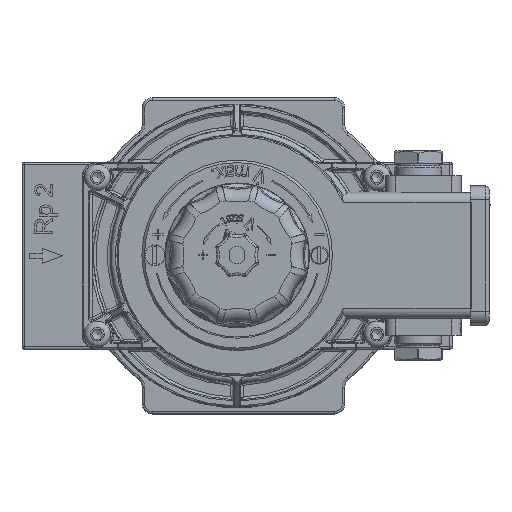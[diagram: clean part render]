
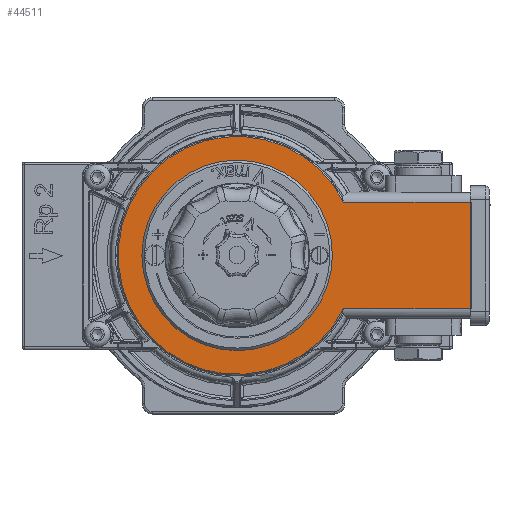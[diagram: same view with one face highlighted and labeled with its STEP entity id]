
A CAD part, top view. The second image highlights one B-rep face of the part: STEP entity #44511.
In plain terms, the highlighted planar face has unit normal (0, 0, 1).
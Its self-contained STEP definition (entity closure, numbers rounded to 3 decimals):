
#4425=LINE('',#88797,#6870);
#4428=LINE('',#88818,#6873);
#4435=LINE('',#88842,#6880);
#6870=VECTOR('',#57047,50.452);
#6873=VECTOR('',#57058,50.452);
#6880=VECTOR('',#57077,42.);
#9000=PLANE('',#48856);
#9473=FACE_BOUND('',#14803,.T.);
#11775=FACE_OUTER_BOUND('',#14802,.T.);
#14802=EDGE_LOOP('',(#38884,#38885,#38886,#38887));
#14803=EDGE_LOOP('',(#38888));
#17351=CIRCLE('',#48855,47.);
#17352=CIRCLE('',#48857,37.505);
#20126=VERTEX_POINT('',#88787);
#20127=VERTEX_POINT('',#88796);
#20130=VERTEX_POINT('',#88803);
#20133=VERTEX_POINT('',#88816);
#20949=VERTEX_POINT('',#93939);
#25860=EDGE_CURVE('',#20126,#20127,#4425,.T.);
#25867=EDGE_CURVE('',#20130,#20133,#4428,.T.);
#25879=EDGE_CURVE('',#20133,#20127,#4435,.T.);
#27089=EDGE_CURVE('',#20130,#20126,#17351,.T.);
#27090=EDGE_CURVE('',#20949,#20949,#17352,.T.);
#38884=ORIENTED_EDGE('',*,*,#27089,.F.);
#38885=ORIENTED_EDGE('',*,*,#25867,.T.);
#38886=ORIENTED_EDGE('',*,*,#25879,.T.);
#38887=ORIENTED_EDGE('',*,*,#25860,.F.);
#38888=ORIENTED_EDGE('',*,*,#27090,.T.);
#44511=ADVANCED_FACE('',(#11775,#9473),#9000,.T.);
#48855=AXIS2_PLACEMENT_3D('',#93937,#58871,#58872);
#48856=AXIS2_PLACEMENT_3D('',#93938,#58873,#58874);
#48857=AXIS2_PLACEMENT_3D('',#93940,#58875,#58876);
#57047=DIRECTION('',(1.,0.,0.));
#57058=DIRECTION('',(1.,0.,0.));
#57077=DIRECTION('',(0.,1.,0.));
#58871=DIRECTION('center_axis',(0.,0.,
-1.));
#58872=DIRECTION('ref_axis',(1.,0.,0.));
#58873=DIRECTION('center_axis',(0.,0.,
1.));
#58874=DIRECTION('ref_axis',(1.,0.,0.));
#58875=DIRECTION('center_axis',(0.,0.,
-1.));
#58876=DIRECTION('ref_axis',(0.,1.,0.));
#88787=CARTESIAN_POINT('',(42.048,21.,140.3));
#88796=CARTESIAN_POINT('',(92.5,21.,140.3));
#88797=CARTESIAN_POINT('',(92.5,21.,140.3));
#88803=CARTESIAN_POINT('',(42.048,-21.,140.3));
#88816=CARTESIAN_POINT('',(92.5,-21.,140.3));
#88818=CARTESIAN_POINT('',(60.5,-21.,140.3));
#88842=CARTESIAN_POINT('',(92.5,-25.,140.3));
#93937=CARTESIAN_POINT('Origin',(0.,0.,
140.3));
#93938=CARTESIAN_POINT('Origin',(0.,0.,
140.3));
#93939=CARTESIAN_POINT('',(0.,-37.505,140.3));
#93940=CARTESIAN_POINT('Origin',(0.,0.,
140.3));
